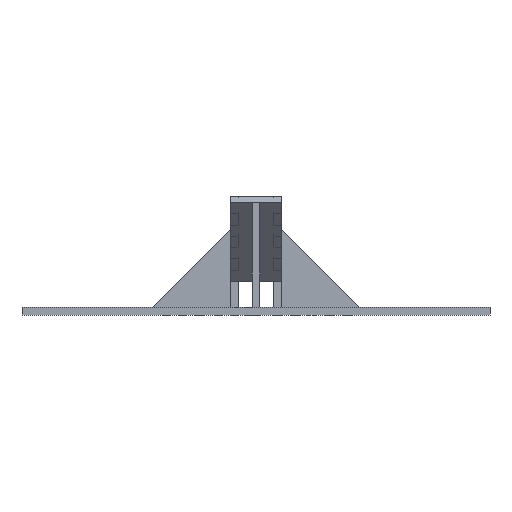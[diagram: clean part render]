
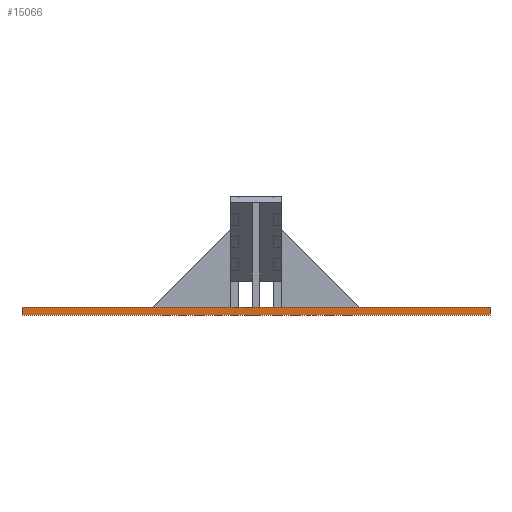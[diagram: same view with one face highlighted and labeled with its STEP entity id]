
A CAD part, front view. The second image highlights one B-rep face of the part: STEP entity #15066.
In plain terms, the highlighted planar face has unit normal (0, -1, 0).
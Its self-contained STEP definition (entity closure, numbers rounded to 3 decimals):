
#176=FACE_OUTER_BOUND('',#974,.T.);
#974=EDGE_LOOP('',(#10175,#10176,#10177,#10178));
#1771=LINE('',#20413,#3979);
#1815=LINE('',#20502,#4023);
#1899=LINE('',#20669,#4107);
#1902=LINE('',#20674,#4110);
#3979=VECTOR('',#16647,10.);
#4023=VECTOR('',#16693,10.);
#4107=VECTOR('',#16859,10.);
#4110=VECTOR('',#16866,10.);
#6171=VERTEX_POINT('',#20411);
#6172=VERTEX_POINT('',#20412);
#6215=VERTEX_POINT('',#20500);
#6216=VERTEX_POINT('',#20501);
#7659=EDGE_CURVE('',#6171,#6172,#1771,.T.);
#7703=EDGE_CURVE('',#6215,#6216,#1815,.T.);
#7787=EDGE_CURVE('',#6216,#6171,#1899,.T.);
#7790=EDGE_CURVE('',#6215,#6172,#1902,.T.);
#10175=ORIENTED_EDGE('',*,*,#7703,.F.);
#10176=ORIENTED_EDGE('',*,*,#7790,.T.);
#10177=ORIENTED_EDGE('',*,*,#7659,.F.);
#10178=ORIENTED_EDGE('',*,*,#7787,.F.);
#14296=PLANE('',#15854);
#15066=ADVANCED_FACE('',(#176),#14296,.T.);
#15854=AXIS2_PLACEMENT_3D('',#20675,#16867,#16868);
#16647=DIRECTION('',(1.,0.,0.));
#16693=DIRECTION('',(-1.,0.,0.));
#16859=DIRECTION('',(0.,0.,1.));
#16866=DIRECTION('',(0.,0.,1.));
#16867=DIRECTION('center_axis',(0.,-1.,0.));
#16868=DIRECTION('ref_axis',(1.,0.,0.));
#20411=CARTESIAN_POINT('',(-80.383,-648.905,5.));
#20412=CARTESIAN_POINT('',(219.617,-648.905,5.));
#20413=CARTESIAN_POINT('',(219.617,-648.905,5.));
#20500=CARTESIAN_POINT('',(219.617,-648.905,0.));
#20501=CARTESIAN_POINT('',(-80.383,-648.905,0.));
#20502=CARTESIAN_POINT('',(219.617,-648.905,0.));
#20669=CARTESIAN_POINT('',(-80.383,-648.905,0.));
#20674=CARTESIAN_POINT('',(219.617,-648.905,0.));
#20675=CARTESIAN_POINT('Origin',(-80.383,-648.905,0.));
